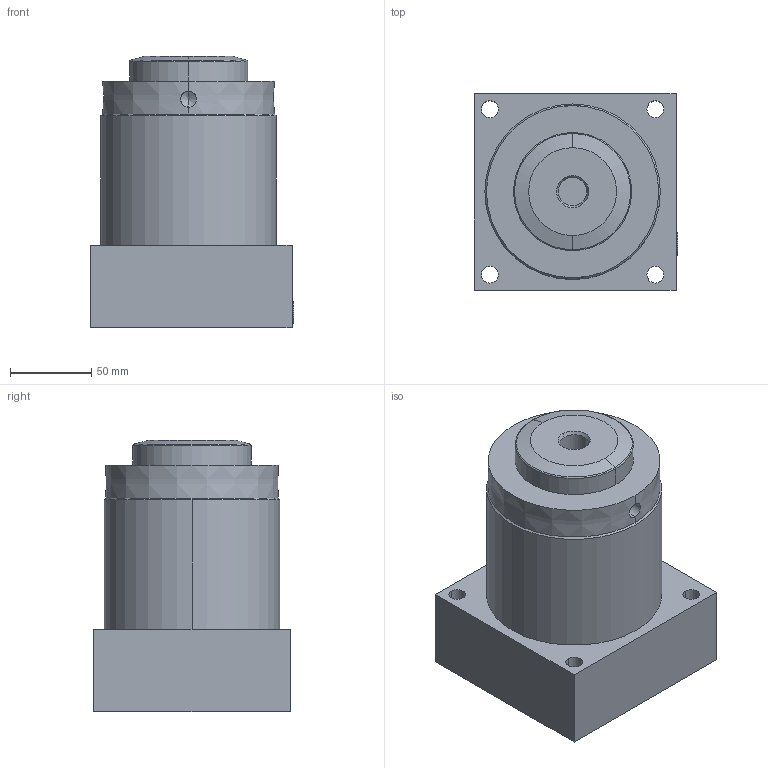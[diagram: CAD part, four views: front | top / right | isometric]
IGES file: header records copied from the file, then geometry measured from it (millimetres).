
Start section:  PTC IGES file: ilc10052910.igs
Global section: file name: ilc10052910.igs; native system: Pro/ENGINEER by Parametric Technology Corporation; preprocessor: 2007460; author: jdw; organization: Unknown; date: 20130517.144237; units: inch
Bounding box: 124.84 x 120.65 x 166.52 mm (x, y, z)
Surface area: 99972.8 mm2 (no closed solid volume)
Topology: 0 solids, 0 shells, 63 faces, 288 edges, 284 vertices
Faces by surface type: revolution 48, bspline 15
